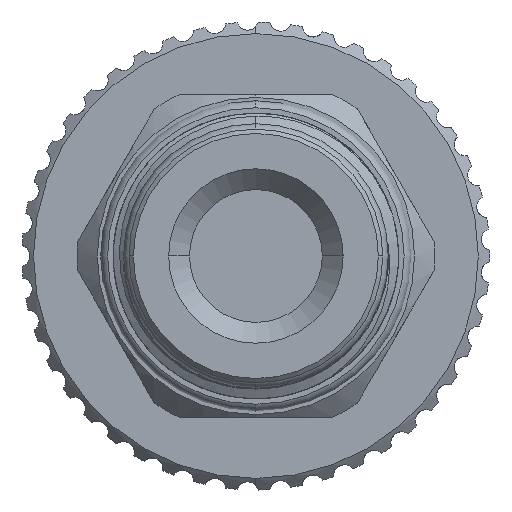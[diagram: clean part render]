
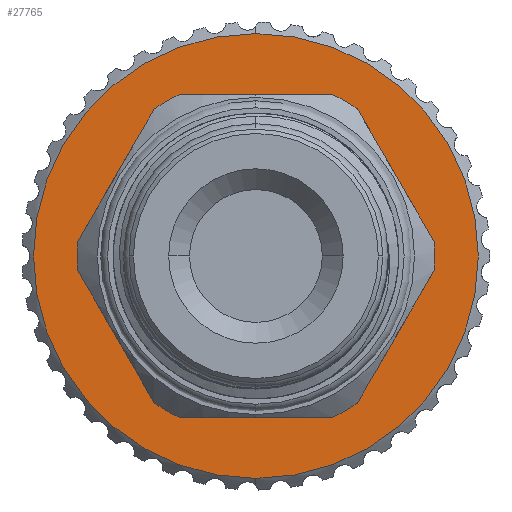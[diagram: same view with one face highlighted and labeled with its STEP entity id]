
A CAD part, left-side view. The second image highlights one B-rep face of the part: STEP entity #27765.
In plain terms, the highlighted planar face has unit normal (-1, 0, 0).
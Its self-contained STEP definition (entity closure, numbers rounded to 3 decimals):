
#142 = CARTESIAN_POINT ( 'NONE',  ( 49., -6.979, -4.21 ) ) ;
#143 = AXIS2_PLACEMENT_3D ( 'NONE', #11533, #9613, #16333 ) ;
#155 = VECTOR ( 'NONE', #27516, 1000. ) ;
#471 = VERTEX_POINT ( 'NONE', #591 ) ;
#591 = CARTESIAN_POINT ( 'NONE',  ( 49., 0., -15.3 ) ) ;
#872 = CIRCLE ( 'NONE', #16892, 8.15 ) ;
#986 = DIRECTION ( 'NONE',  ( 0., 0., -1. ) ) ;
#1060 = CARTESIAN_POINT ( 'NONE',  ( 49., 0., 0. ) ) ;
#1140 = CARTESIAN_POINT ( 'NONE',  ( 49., 0., 0. ) ) ;
#1371 = CARTESIAN_POINT ( 'NONE',  ( 49., 0., 0. ) ) ;
#1566 = LINE ( 'NONE', #7162, #155 ) ;
#2600 = VERTEX_POINT ( 'NONE', #25505 ) ;
#2642 = LINE ( 'NONE', #28101, #17616 ) ;
#2905 = CARTESIAN_POINT ( 'NONE',  ( 49., 7.135, -3.939 ) ) ;
#2915 = EDGE_CURVE ( 'NONE', #18347, #17537, #872, .T. ) ;
#3198 = ORIENTED_EDGE ( 'NONE', *, *, #20087, .F. ) ;
#3215 = EDGE_CURVE ( 'NONE', #23711, #17439, #6099, .T. ) ;
#3332 = AXIS2_PLACEMENT_3D ( 'NONE', #1060, #21191, #12350 ) ;
#3475 = AXIS2_PLACEMENT_3D ( 'NONE', #1140, #20463, #12254 ) ;
#3805 = CARTESIAN_POINT ( 'NONE',  ( 49., 0., 8.239 ) ) ;
#3844 = EDGE_CURVE ( 'NONE', #17439, #18347, #1566, .T. ) ;
#3900 = ORIENTED_EDGE ( 'NONE', *, *, #21878, .F. ) ;
#3920 = ORIENTED_EDGE ( 'NONE', *, *, #23115, .T. ) ;
#3989 = DIRECTION ( 'NONE',  ( 0., 0.866, 0.5 ) ) ;
#4364 = CARTESIAN_POINT ( 'NONE',  ( 49., 0., -8.239 ) ) ;
#4471 = EDGE_CURVE ( 'NONE', #24582, #14658, #14922, .T. ) ;
#4682 = CARTESIAN_POINT ( 'NONE',  ( 49., -0.156, 8.148 ) ) ;
#4744 = DIRECTION ( 'NONE',  ( 0., -0.866, -0.5 ) ) ;
#4919 = CARTESIAN_POINT ( 'NONE',  ( 49., 0., 8.15 ) ) ;
#4924 = FACE_BOUND ( 'NONE', #28520, .T. ) ;
#4974 = DIRECTION ( 'NONE',  ( -1., 0., 0. ) ) ;
#5876 = EDGE_CURVE ( 'NONE', #8172, #24582, #12900, .T. ) ;
#6099 = CIRCLE ( 'NONE', #3475, 8.15 ) ;
#6108 = ORIENTED_EDGE ( 'NONE', *, *, #7092, .F. ) ;
#6248 = AXIS2_PLACEMENT_3D ( 'NONE', #9403, #11332, #18389 ) ;
#6588 = ORIENTED_EDGE ( 'NONE', *, *, #4471, .F. ) ;
#6980 = VECTOR ( 'NONE', #3989, 1000. ) ;
#6994 = CARTESIAN_POINT ( 'NONE',  ( 49., -6.979, 4.21 ) ) ;
#7092 = EDGE_CURVE ( 'NONE', #2600, #8172, #18832, .T. ) ;
#7162 = CARTESIAN_POINT ( 'NONE',  ( 49., 7.135, -4.119 ) ) ;
#7342 = DIRECTION ( 'NONE',  ( 1., 0., 0. ) ) ;
#7803 = ORIENTED_EDGE ( 'NONE', *, *, #28954, .T. ) ;
#7991 = VECTOR ( 'NONE', #19109, 1000. ) ;
#8172 = VERTEX_POINT ( 'NONE', #6994 ) ;
#8249 = CARTESIAN_POINT ( 'NONE',  ( 49., 7.135, 4.119 ) ) ;
#8459 = DIRECTION ( 'NONE',  ( -1., 0., 0. ) ) ;
#8585 = VERTEX_POINT ( 'NONE', #19939 ) ;
#8789 = ORIENTED_EDGE ( 'NONE', *, *, #5876, .F. ) ;
#8820 = DIRECTION ( 'NONE',  ( 0., 0., 1. ) ) ;
#9058 = LINE ( 'NONE', #4364, #25864 ) ;
#9261 = VERTEX_POINT ( 'NONE', #27241 ) ;
#9380 = ORIENTED_EDGE ( 'NONE', *, *, #3215, .F. ) ;
#9403 = CARTESIAN_POINT ( 'NONE',  ( 49., 0., 0. ) ) ;
#9613 = DIRECTION ( 'NONE',  ( -1., 0., 0. ) ) ;
#9828 = ORIENTED_EDGE ( 'NONE', *, *, #15059, .F. ) ;
#10223 = EDGE_CURVE ( 'NONE', #10591, #9261, #17937, .T. ) ;
#10591 = VERTEX_POINT ( 'NONE', #142 ) ;
#10609 = CIRCLE ( 'NONE', #22508, 15.3 ) ;
#10693 = VERTEX_POINT ( 'NONE', #14741 ) ;
#10694 = VECTOR ( 'NONE', #8820, 1000. ) ;
#11242 = DIRECTION ( 'NONE',  ( -1., 0., 0. ) ) ;
#11332 = DIRECTION ( 'NONE',  ( -1., 0., 0. ) ) ;
#11387 = LINE ( 'NONE', #22511, #10694 ) ;
#11533 = CARTESIAN_POINT ( 'NONE',  ( 49., 0., 0. ) ) ;
#11599 = PLANE ( 'NONE',  #23731 ) ;
#12254 = DIRECTION ( 'NONE',  ( 0., -1., 0. ) ) ;
#12350 = DIRECTION ( 'NONE',  ( 0., -1., 0. ) ) ;
#12468 = ORIENTED_EDGE ( 'NONE', *, *, #21369, .F. ) ;
#12900 = LINE ( 'NONE', #3805, #6980 ) ;
#13371 = DIRECTION ( 'NONE',  ( 0., -1., 0. ) ) ;
#14048 = EDGE_LOOP ( 'NONE', ( #7803, #3920 ) ) ;
#14155 = AXIS2_PLACEMENT_3D ( 'NONE', #26719, #24559, #13371 ) ;
#14282 = CIRCLE ( 'NONE', #143, 15.3 ) ;
#14491 = CARTESIAN_POINT ( 'NONE',  ( 49., 7.135, 3.939 ) ) ;
#14519 = DIRECTION ( 'NONE',  ( -1., 0., 0. ) ) ;
#14658 = VERTEX_POINT ( 'NONE', #4919 ) ;
#14741 = CARTESIAN_POINT ( 'NONE',  ( 49., 0.156, 8.148 ) ) ;
#14922 = CIRCLE ( 'NONE', #6248, 8.15 ) ;
#14977 = CIRCLE ( 'NONE', #14155, 8.15 ) ;
#15059 = EDGE_CURVE ( 'NONE', #17537, #26438, #9058, .T. ) ;
#15201 = ORIENTED_EDGE ( 'NONE', *, *, #3844, .F. ) ;
#16333 = DIRECTION ( 'NONE',  ( 0., 0., -1. ) ) ;
#16769 = EDGE_CURVE ( 'NONE', #10693, #23711, #19854, .T. ) ;
#16873 = DIRECTION ( 'NONE',  ( 0., -1., 0. ) ) ;
#16892 = AXIS2_PLACEMENT_3D ( 'NONE', #17416, #8459, #28670 ) ;
#16980 = CARTESIAN_POINT ( 'NONE',  ( 49., 0.156, -8.148 ) ) ;
#17416 = CARTESIAN_POINT ( 'NONE',  ( 49., 0., 0. ) ) ;
#17439 = VERTEX_POINT ( 'NONE', #14491 ) ;
#17537 = VERTEX_POINT ( 'NONE', #26432 ) ;
#17616 = VECTOR ( 'NONE', #28188, 1000. ) ;
#17937 = CIRCLE ( 'NONE', #24384, 8.15 ) ;
#18347 = VERTEX_POINT ( 'NONE', #2905 ) ;
#18389 = DIRECTION ( 'NONE',  ( 0., -1., 0. ) ) ;
#18832 = CIRCLE ( 'NONE', #3332, 8.15 ) ;
#19038 = ORIENTED_EDGE ( 'NONE', *, *, #28918, .F. ) ;
#19109 = DIRECTION ( 'NONE',  ( 0., 0.866, -0.5 ) ) ;
#19854 = LINE ( 'NONE', #8249, #7991 ) ;
#19929 = ORIENTED_EDGE ( 'NONE', *, *, #10223, .F. ) ;
#19939 = CARTESIAN_POINT ( 'NONE',  ( 49., -0.156, -8.148 ) ) ;
#20087 = EDGE_CURVE ( 'NONE', #9261, #2600, #11387, .T. ) ;
#20243 = VERTEX_POINT ( 'NONE', #21052 ) ;
#20280 = CARTESIAN_POINT ( 'NONE',  ( 49., 0., 0. ) ) ;
#20463 = DIRECTION ( 'NONE',  ( -1., 0., 0. ) ) ;
#20985 = DIRECTION ( 'NONE',  ( 0., 0., -1. ) ) ;
#21052 = CARTESIAN_POINT ( 'NONE',  ( 49., 0., 15.3 ) ) ;
#21191 = DIRECTION ( 'NONE',  ( -1., 0., 0. ) ) ;
#21369 = EDGE_CURVE ( 'NONE', #14658, #10693, #23622, .T. ) ;
#21864 = ORIENTED_EDGE ( 'NONE', *, *, #2915, .F. ) ;
#21878 = EDGE_CURVE ( 'NONE', #8585, #10591, #2642, .T. ) ;
#22508 = AXIS2_PLACEMENT_3D ( 'NONE', #20280, #4974, #20985 ) ;
#22511 = CARTESIAN_POINT ( 'NONE',  ( 49., -7.135, 4.119 ) ) ;
#23115 = EDGE_CURVE ( 'NONE', #20243, #471, #10609, .T. ) ;
#23622 = CIRCLE ( 'NONE', #27971, 8.15 ) ;
#23711 = VERTEX_POINT ( 'NONE', #27292 ) ;
#23731 = AXIS2_PLACEMENT_3D ( 'NONE', #25118, #7342, #986 ) ;
#24384 = AXIS2_PLACEMENT_3D ( 'NONE', #24649, #11242, #26912 ) ;
#24559 = DIRECTION ( 'NONE',  ( -1., 0., 0. ) ) ;
#24582 = VERTEX_POINT ( 'NONE', #4682 ) ;
#24649 = CARTESIAN_POINT ( 'NONE',  ( 49., 0., 0. ) ) ;
#25118 = CARTESIAN_POINT ( 'NONE',  ( 49., 0., 0. ) ) ;
#25505 = CARTESIAN_POINT ( 'NONE',  ( 49., -7.135, 3.939 ) ) ;
#25864 = VECTOR ( 'NONE', #4744, 1000. ) ;
#26432 = CARTESIAN_POINT ( 'NONE',  ( 49., 6.979, -4.21 ) ) ;
#26438 = VERTEX_POINT ( 'NONE', #16980 ) ;
#26719 = CARTESIAN_POINT ( 'NONE',  ( 49., 0., 0. ) ) ;
#26912 = DIRECTION ( 'NONE',  ( 0., -1., 0. ) ) ;
#26920 = FACE_OUTER_BOUND ( 'NONE', #14048, .T. ) ;
#27241 = CARTESIAN_POINT ( 'NONE',  ( 49., -7.135, -3.939 ) ) ;
#27292 = CARTESIAN_POINT ( 'NONE',  ( 49., 6.979, 4.21 ) ) ;
#27516 = DIRECTION ( 'NONE',  ( 0., 0., -1. ) ) ;
#27765 = ADVANCED_FACE ( 'NONE', ( #26920, #4924 ), #11599, .F. ) ;
#27971 = AXIS2_PLACEMENT_3D ( 'NONE', #1371, #14519, #16873 ) ;
#28101 = CARTESIAN_POINT ( 'NONE',  ( 49., -7.135, -4.119 ) ) ;
#28188 = DIRECTION ( 'NONE',  ( 0., -0.866, 0.5 ) ) ;
#28520 = EDGE_LOOP ( 'NONE', ( #9380, #28900, #12468, #6588, #8789, #6108, #3198, #19929, #3900, #19038, #9828, #21864, #15201 ) ) ;
#28670 = DIRECTION ( 'NONE',  ( 0., -1., 0. ) ) ;
#28900 = ORIENTED_EDGE ( 'NONE', *, *, #16769, .F. ) ;
#28918 = EDGE_CURVE ( 'NONE', #26438, #8585, #14977, .T. ) ;
#28954 = EDGE_CURVE ( 'NONE', #471, #20243, #14282, .T. ) ;
